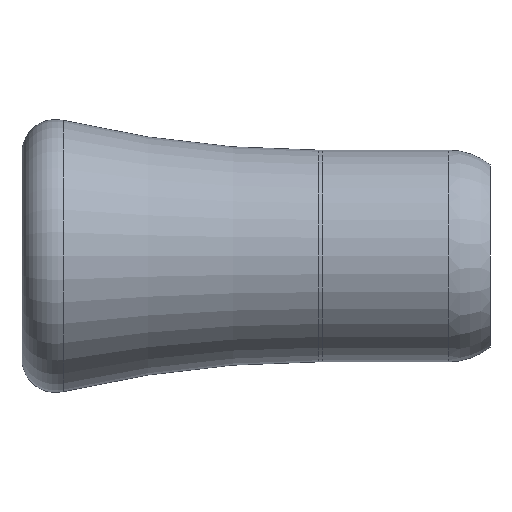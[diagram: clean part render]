
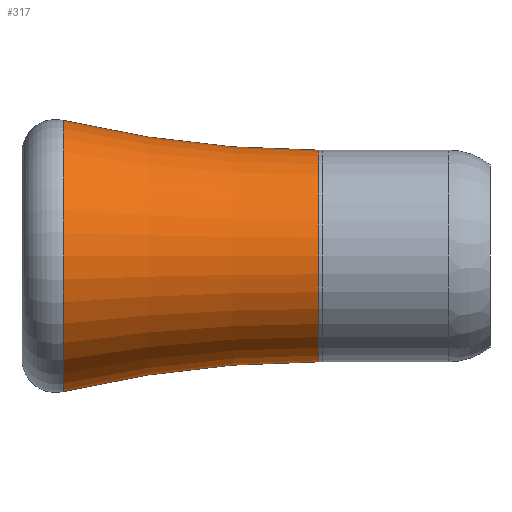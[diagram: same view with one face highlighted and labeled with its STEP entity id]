
A CAD part, left-side view. The second image highlights one B-rep face of the part: STEP entity #317.
In plain terms, the highlighted toroidal (fillet/blend) face has major radius 109.499 mm and minor radius 100 mm.
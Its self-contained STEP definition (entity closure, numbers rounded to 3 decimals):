
#21 = DIRECTION ( 'NONE',  ( -1., 0., 0. ) ) ;
#38 = CARTESIAN_POINT ( 'NONE',  ( 0., -26.645, 0. ) ) ;
#43 = EDGE_CURVE ( 'NONE', #472, #323, #126, .T. ) ;
#57 = AXIS2_PLACEMENT_3D ( 'NONE', #70, #21, #479 ) ;
#66 = EDGE_LOOP ( 'NONE', ( #393, #173, #263, #101 ) ) ;
#70 = CARTESIAN_POINT ( 'NONE',  ( 0., -26.645, 109.499 ) ) ;
#95 = CARTESIAN_POINT ( 'NONE',  ( 0., -26.645, 9.499 ) ) ;
#101 = ORIENTED_EDGE ( 'NONE', *, *, #43, .F. ) ;
#118 = AXIS2_PLACEMENT_3D ( 'NONE', #356, #301, #251 ) ;
#126 = CIRCLE ( 'NONE', #325, 12.17 ) ;
#137 = AXIS2_PLACEMENT_3D ( 'NONE', #38, #503, #455 ) ;
#143 = CARTESIAN_POINT ( 'NONE',  ( 0., -3.689, -12.17 ) ) ;
#159 = EDGE_CURVE ( 'NONE', #323, #462, #239, .T. ) ;
#172 = CARTESIAN_POINT ( 'NONE',  ( 0., -3.689, 0. ) ) ;
#173 = ORIENTED_EDGE ( 'NONE', *, *, #477, .T. ) ;
#200 = EDGE_CURVE ( 'NONE', #472, #281, #486, .T. ) ;
#239 = CIRCLE ( 'NONE', #57, 100. ) ;
#251 = DIRECTION ( 'NONE',  ( 0., 0., -1. ) ) ;
#252 = CARTESIAN_POINT ( 'NONE',  ( 0., -3.689, 12.17 ) ) ;
#263 = ORIENTED_EDGE ( 'NONE', *, *, #159, .F. ) ;
#281 = VERTEX_POINT ( 'NONE', #430 ) ;
#301 = DIRECTION ( 'NONE',  ( 1., 0., 0. ) ) ;
#317 = ADVANCED_FACE ( 'NONE', ( #341 ), #321, .F. ) ;
#321 = TOROIDAL_SURFACE ( 'NONE', #352, 109.499, 100. ) ;
#323 = VERTEX_POINT ( 'NONE', #252 ) ;
#325 = AXIS2_PLACEMENT_3D ( 'NONE', #172, #476, #425 ) ;
#341 = FACE_OUTER_BOUND ( 'NONE', #66, .T. ) ;
#352 = AXIS2_PLACEMENT_3D ( 'NONE', #471, #419, #360 ) ;
#356 = CARTESIAN_POINT ( 'NONE',  ( 0., -26.645, -109.499 ) ) ;
#360 = DIRECTION ( 'NONE',  ( 0., 0., 1. ) ) ;
#393 = ORIENTED_EDGE ( 'NONE', *, *, #200, .T. ) ;
#419 = DIRECTION ( 'NONE',  ( 0., 1., 0. ) ) ;
#425 = DIRECTION ( 'NONE',  ( 0., 0., 1. ) ) ;
#430 = CARTESIAN_POINT ( 'NONE',  ( 0., -26.645, -9.499 ) ) ;
#448 = CIRCLE ( 'NONE', #137, 9.499 ) ;
#455 = DIRECTION ( 'NONE',  ( 0., 0., 1. ) ) ;
#462 = VERTEX_POINT ( 'NONE', #95 ) ;
#471 = CARTESIAN_POINT ( 'NONE',  ( 0., -26.645, 0. ) ) ;
#472 = VERTEX_POINT ( 'NONE', #143 ) ;
#476 = DIRECTION ( 'NONE',  ( 0., 1., 0. ) ) ;
#477 = EDGE_CURVE ( 'NONE', #281, #462, #448, .T. ) ;
#479 = DIRECTION ( 'NONE',  ( 0., 0., 1. ) ) ;
#486 = CIRCLE ( 'NONE', #118, 100. ) ;
#503 = DIRECTION ( 'NONE',  ( 0., 1., 0. ) ) ;
